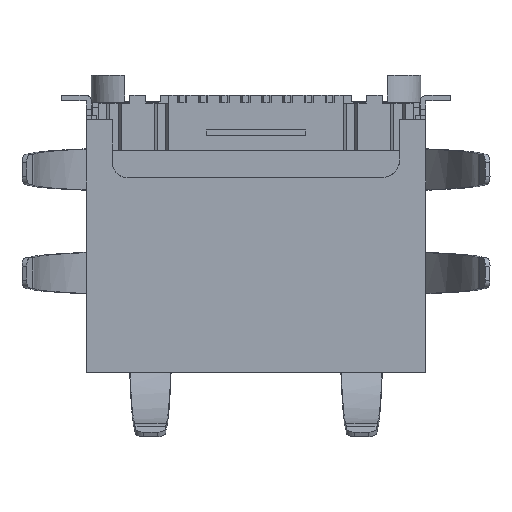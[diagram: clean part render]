
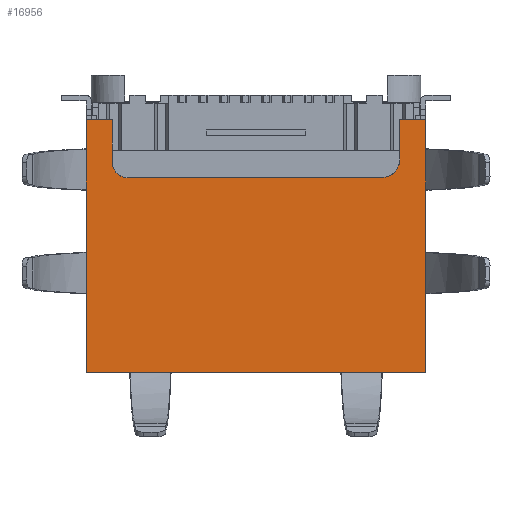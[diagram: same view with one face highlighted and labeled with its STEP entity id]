
A CAD part, front view. The second image highlights one B-rep face of the part: STEP entity #16956.
In plain terms, the highlighted planar face has unit normal (0, -1, 0).
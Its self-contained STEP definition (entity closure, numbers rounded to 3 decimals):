
#16870=AXIS2_PLACEMENT_3D('Plane Axis2P3D',#16867,#16868,#16869) ;
#15592=CARTESIAN_POINT('Vertex',(-8.2,-15.4,-13.05)) ;
#15595=CARTESIAN_POINT('Line Origine',(-8.2,-15.4,-6.95)) ;
#15599=CARTESIAN_POINT('Vertex',(-8.2,-15.4,-0.85)) ;
#16652=CARTESIAN_POINT('Vertex',(8.2,-15.4,-13.05)) ;
#16655=CARTESIAN_POINT('Line Origine',(0.,-15.4,-13.05)) ;
#16867=CARTESIAN_POINT('Axis2P3D Location',(-8.2,-15.4,-0.85)) ;
#16872=CARTESIAN_POINT('Line Origine',(8.2,-15.4,-6.95)) ;
#16876=CARTESIAN_POINT('Vertex',(8.2,-15.4,-0.85)) ;
#16879=CARTESIAN_POINT('Line Origine',(7.575,-15.4,-0.85)) ;
#16883=CARTESIAN_POINT('Vertex',(6.95,-15.4,-0.85)) ;
#16886=CARTESIAN_POINT('Line Origine',(6.95,-15.4,-1.82)) ;
#16890=CARTESIAN_POINT('Vertex',(6.95,-15.4,-2.789)) ;
#16894=CARTESIAN_POINT('Control Point',(6.95,-15.4,-2.789)) ;
#16895=CARTESIAN_POINT('Control Point',(6.945,-15.4,-2.883)) ;
#16896=CARTESIAN_POINT('Control Point',(6.927,-15.4,-2.975)) ;
#16897=CARTESIAN_POINT('Control Point',(6.898,-15.4,-3.065)) ;
#16898=CARTESIAN_POINT('Control Point',(6.817,-15.4,-3.236)) ;
#16899=CARTESIAN_POINT('Control Point',(6.696,-15.4,-3.381)) ;
#16900=CARTESIAN_POINT('Control Point',(6.627,-15.4,-3.445)) ;
#16901=CARTESIAN_POINT('Control Point',(6.481,-15.4,-3.548)) ;
#16902=CARTESIAN_POINT('Control Point',(6.316,-15.4,-3.613)) ;
#16903=CARTESIAN_POINT('Control Point',(6.235,-15.4,-3.635)) ;
#16904=CARTESIAN_POINT('Control Point',(6.153,-15.4,-3.647)) ;
#16905=CARTESIAN_POINT('Control Point',(6.07,-15.4,-3.65)) ;
#16906=CARTESIAN_POINT('Vertex',(6.07,-15.4,-3.65)) ;
#16909=CARTESIAN_POINT('Line Origine',(-0.077,-15.4,-3.65)) ;
#16913=CARTESIAN_POINT('Vertex',(-6.223,-15.4,-3.65)) ;
#16917=CARTESIAN_POINT('Control Point',(-6.223,-15.4,-3.65)) ;
#16918=CARTESIAN_POINT('Control Point',(-6.309,-15.4,-3.645)) ;
#16919=CARTESIAN_POINT('Control Point',(-6.394,-15.4,-3.629)) ;
#16920=CARTESIAN_POINT('Control Point',(-6.476,-15.4,-3.6)) ;
#16921=CARTESIAN_POINT('Control Point',(-6.63,-15.4,-3.521)) ;
#16922=CARTESIAN_POINT('Control Point',(-6.757,-15.4,-3.402)) ;
#16923=CARTESIAN_POINT('Control Point',(-6.812,-15.4,-3.334)) ;
#16924=CARTESIAN_POINT('Control Point',(-6.887,-15.4,-3.208)) ;
#16925=CARTESIAN_POINT('Control Point',(-6.931,-15.4,-3.069)) ;
#16926=CARTESIAN_POINT('Control Point',(-6.943,-15.4,-3.01)) ;
#16927=CARTESIAN_POINT('Control Point',(-6.949,-15.4,-2.951)) ;
#16928=CARTESIAN_POINT('Control Point',(-6.95,-15.4,-2.892)) ;
#16929=CARTESIAN_POINT('Vertex',(-6.95,-15.4,-2.892)) ;
#16932=CARTESIAN_POINT('Line Origine',(-6.95,-15.4,-1.871)) ;
#16936=CARTESIAN_POINT('Vertex',(-6.95,-15.4,-0.85)) ;
#16939=CARTESIAN_POINT('Line Origine',(-7.575,-15.4,-0.85)) ;
#15596=DIRECTION('Vector Direction',(0.,0.,-1.)) ;
#16656=DIRECTION('Vector Direction',(-1.,0.,0.)) ;
#16868=DIRECTION('Axis2P3D Direction',(0.,-1.,0.)) ;
#16869=DIRECTION('Axis2P3D XDirection',(0.,-0.,-1.)) ;
#16873=DIRECTION('Vector Direction',(0.,0.,-1.)) ;
#16880=DIRECTION('Vector Direction',(-1.,0.,0.)) ;
#16887=DIRECTION('Vector Direction',(0.,0.,-1.)) ;
#16910=DIRECTION('Vector Direction',(-1.,0.,0.)) ;
#16933=DIRECTION('Vector Direction',(0.,0.,1.)) ;
#16940=DIRECTION('Vector Direction',(-1.,0.,0.)) ;
#15597=VECTOR('Line Direction',#15596,1.) ;
#16657=VECTOR('Line Direction',#16656,1.) ;
#16874=VECTOR('Line Direction',#16873,1.) ;
#16881=VECTOR('Line Direction',#16880,1.) ;
#16888=VECTOR('Line Direction',#16887,1.) ;
#16911=VECTOR('Line Direction',#16910,1.) ;
#16934=VECTOR('Line Direction',#16933,1.) ;
#16941=VECTOR('Line Direction',#16940,1.) ;
#16945=ORIENTED_EDGE('',*,*,#16878,.F.) ;
#16946=ORIENTED_EDGE('',*,*,#16885,.T.) ;
#16947=ORIENTED_EDGE('',*,*,#16892,.T.) ;
#16948=ORIENTED_EDGE('',*,*,#16908,.T.) ;
#16949=ORIENTED_EDGE('',*,*,#16915,.T.) ;
#16950=ORIENTED_EDGE('',*,*,#16931,.T.) ;
#16951=ORIENTED_EDGE('',*,*,#16938,.T.) ;
#16952=ORIENTED_EDGE('',*,*,#16943,.T.) ;
#16953=ORIENTED_EDGE('',*,*,#15601,.T.) ;
#16954=ORIENTED_EDGE('',*,*,#16659,.F.) ;
#16956=ADVANCED_FACE('9\\MANIFOLD_SOLID_BREP #37557',(#16955),#16871,.T.) ;
#16893=B_SPLINE_CURVE_WITH_KNOTS('',5,(#16894,#16895,#16896,#16897,#16898,#16899,#16900,#16901,#16902,#16903,#16904,#16905),.UNSPECIFIED.,.F.,.U.,(6,3,3,6),(0.,0.662,1.324,1.911),.UNSPECIFIED.) ;
#16916=B_SPLINE_CURVE_WITH_KNOTS('',5,(#16917,#16918,#16919,#16920,#16921,#16922,#16923,#16924,#16925,#16926,#16927,#16928),.UNSPECIFIED.,.F.,.U.,(6,3,3,6),(0.,0.608,1.216,1.635),.UNSPECIFIED.) ;
#15601=EDGE_CURVE('',#15600,#15593,#15598,.T.) ;
#16659=EDGE_CURVE('',#16653,#15593,#16658,.T.) ;
#16878=EDGE_CURVE('',#16877,#16653,#16875,.T.) ;
#16885=EDGE_CURVE('',#16877,#16884,#16882,.T.) ;
#16892=EDGE_CURVE('',#16884,#16891,#16889,.T.) ;
#16908=EDGE_CURVE('',#16891,#16907,#16893,.T.) ;
#16915=EDGE_CURVE('',#16907,#16914,#16912,.T.) ;
#16931=EDGE_CURVE('',#16914,#16930,#16916,.T.) ;
#16938=EDGE_CURVE('',#16930,#16937,#16935,.T.) ;
#16943=EDGE_CURVE('',#16937,#15600,#16942,.T.) ;
#16944=EDGE_LOOP('',(#16945,#16946,#16947,#16948,#16949,#16950,#16951,#16952,#16953,#16954)) ;
#16955=FACE_OUTER_BOUND('',#16944,.T.) ;
#15598=LINE('Line',#15595,#15597) ;
#16658=LINE('Line',#16655,#16657) ;
#16875=LINE('Line',#16872,#16874) ;
#16882=LINE('Line',#16879,#16881) ;
#16889=LINE('Line',#16886,#16888) ;
#16912=LINE('Line',#16909,#16911) ;
#16935=LINE('Line',#16932,#16934) ;
#16942=LINE('Line',#16939,#16941) ;
#16871=PLANE('',#16870) ;
#15593=VERTEX_POINT('',#15592) ;
#15600=VERTEX_POINT('',#15599) ;
#16653=VERTEX_POINT('',#16652) ;
#16877=VERTEX_POINT('',#16876) ;
#16884=VERTEX_POINT('',#16883) ;
#16891=VERTEX_POINT('',#16890) ;
#16907=VERTEX_POINT('',#16906) ;
#16914=VERTEX_POINT('',#16913) ;
#16930=VERTEX_POINT('',#16929) ;
#16937=VERTEX_POINT('',#16936) ;
